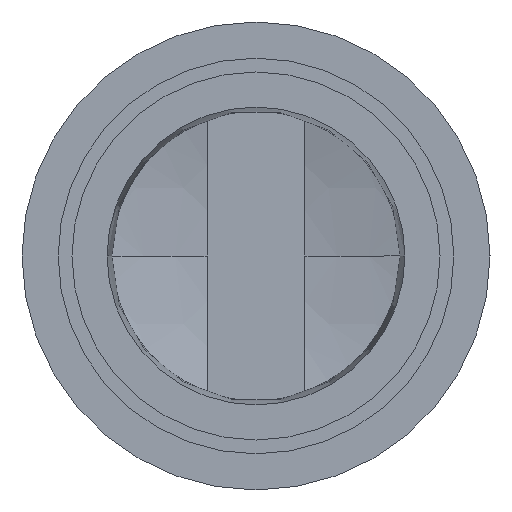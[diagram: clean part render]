
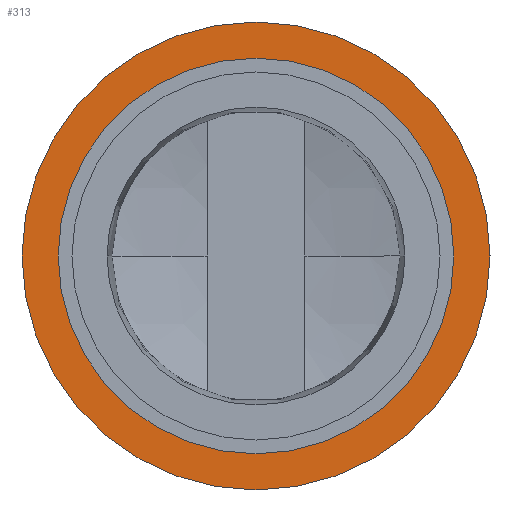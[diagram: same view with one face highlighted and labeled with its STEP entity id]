
A CAD part, front view. The second image highlights one B-rep face of the part: STEP entity #313.
In plain terms, the highlighted planar face has unit normal (0, -1, 0).
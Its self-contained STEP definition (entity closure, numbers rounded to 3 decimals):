
#50 = CIRCLE ( 'NONE', #387, 8.65 ) ;
#54 = ORIENTED_EDGE ( 'NONE', *, *, #658, .T. ) ;
#58 = DIRECTION ( 'NONE',  ( 0., -1., 0. ) ) ;
#78 = CIRCLE ( 'NONE', #255, 11. ) ;
#96 = DIRECTION ( 'NONE',  ( 0., 1., 0. ) ) ;
#100 = CARTESIAN_POINT ( 'NONE',  ( 8.65, 0.5, 0. ) ) ;
#110 = PLANE ( 'NONE',  #246 ) ;
#113 = CARTESIAN_POINT ( 'NONE',  ( -8.65, 0.5, 0. ) ) ;
#130 = EDGE_LOOP ( 'NONE', ( #553, #267 ) ) ;
#156 = AXIS2_PLACEMENT_3D ( 'NONE', #630, #496, #432 ) ;
#194 = VERTEX_POINT ( 'NONE', #657 ) ;
#221 = DIRECTION ( 'NONE',  ( -1., 0., 0. ) ) ;
#246 = AXIS2_PLACEMENT_3D ( 'NONE', #113, #58, #450 ) ;
#252 = VERTEX_POINT ( 'NONE', #100 ) ;
#255 = AXIS2_PLACEMENT_3D ( 'NONE', #552, #96, #221 ) ;
#267 = ORIENTED_EDGE ( 'NONE', *, *, #771, .F. ) ;
#313 = ADVANCED_FACE ( 'NONE', ( #571, #737 ), #110, .T. ) ;
#330 = CARTESIAN_POINT ( 'NONE',  ( 0., 0.5, 0. ) ) ;
#336 = VERTEX_POINT ( 'NONE', #446 ) ;
#387 = AXIS2_PLACEMENT_3D ( 'NONE', #330, #521, #523 ) ;
#392 = EDGE_CURVE ( 'NONE', #703, #252, #50, .T. ) ;
#422 = ORIENTED_EDGE ( 'NONE', *, *, #392, .T. ) ;
#432 = DIRECTION ( 'NONE',  ( -1., 0., 0. ) ) ;
#444 = DIRECTION ( 'NONE',  ( 0., 1., 0. ) ) ;
#446 = CARTESIAN_POINT ( 'NONE',  ( -11., 0.5, 0. ) ) ;
#450 = DIRECTION ( 'NONE',  ( 1., 0., 0. ) ) ;
#496 = DIRECTION ( 'NONE',  ( 0., 1., 0. ) ) ;
#521 = DIRECTION ( 'NONE',  ( 0., 1., 0. ) ) ;
#523 = DIRECTION ( 'NONE',  ( -1., 0., 0. ) ) ;
#553 = ORIENTED_EDGE ( 'NONE', *, *, #677, .F. ) ;
#552 = CARTESIAN_POINT ( 'NONE',  ( 0., 0.5, 0. ) ) ;
#565 = CARTESIAN_POINT ( 'NONE',  ( -8.65, 0.5, 0. ) ) ;
#571 = FACE_BOUND ( 'NONE', #714, .T. ) ;
#574 = DIRECTION ( 'NONE',  ( -1., 0., 0. ) ) ;
#598 = CIRCLE ( 'NONE', #156, 8.65 ) ;
#630 = CARTESIAN_POINT ( 'NONE',  ( 0., 0.5, 0. ) ) ;
#636 = CIRCLE ( 'NONE', #678, 11. ) ;
#657 = CARTESIAN_POINT ( 'NONE',  ( 11., 0.5, 0. ) ) ;
#658 = EDGE_CURVE ( 'NONE', #252, #703, #598, .T. ) ;
#677 = EDGE_CURVE ( 'NONE', #336, #194, #78, .T. ) ;
#678 = AXIS2_PLACEMENT_3D ( 'NONE', #841, #444, #574 ) ;
#703 = VERTEX_POINT ( 'NONE', #565 ) ;
#714 = EDGE_LOOP ( 'NONE', ( #422, #54 ) ) ;
#737 = FACE_OUTER_BOUND ( 'NONE', #130, .T. ) ;
#771 = EDGE_CURVE ( 'NONE', #194, #336, #636, .T. ) ;
#841 = CARTESIAN_POINT ( 'NONE',  ( 0., 0.5, 0. ) ) ;
